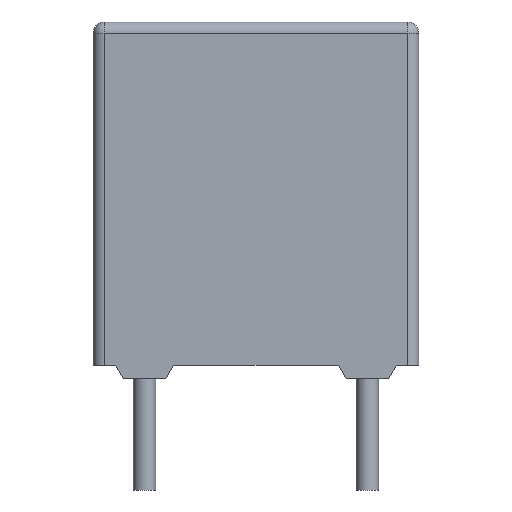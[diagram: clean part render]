
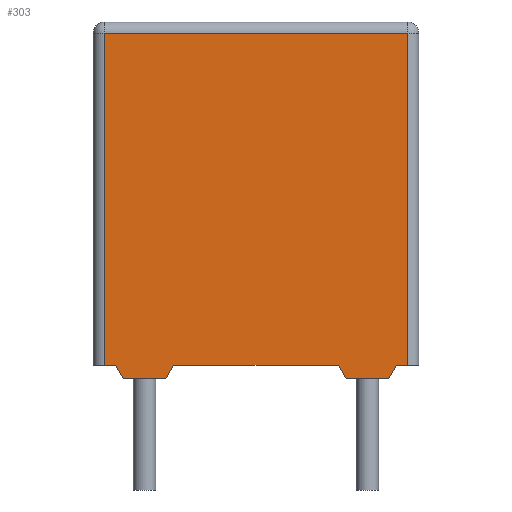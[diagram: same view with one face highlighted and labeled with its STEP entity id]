
A CAD part, front view. The second image highlights one B-rep face of the part: STEP entity #303.
In plain terms, the highlighted planar face has unit normal (0, -1, 0).
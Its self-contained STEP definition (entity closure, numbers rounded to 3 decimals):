
#303=ADVANCED_FACE('',(#748),#750,.T.);
#748=FACE_BOUND('',#749,.T.);
#749=EDGE_LOOP('',(#2142,#2143,#2144,#2145,#2146,#2147,#2148,#2149,#2150,#2151,#2152,
#2153));
#750=PLANE('',#751);
#751=AXIS2_PLACEMENT_3D('',#752,#753,#754);
#752=CARTESIAN_POINT('',(-3.65,-1.75,0.));
#753=DIRECTION('',(0.,-1.,0.));
#754=DIRECTION('',(1.,0.,0.));
#2142=ORIENTED_EDGE('',*,*,#2250,.T.);
#2143=ORIENTED_EDGE('',*,*,#2307,.T.);
#2144=ORIENTED_EDGE('',*,*,#2258,.T.);
#2145=ORIENTED_EDGE('',*,*,#2265,.T.);
#2146=ORIENTED_EDGE('',*,*,#2271,.T.);
#2147=ORIENTED_EDGE('',*,*,#2303,.T.);
#2148=ORIENTED_EDGE('',*,*,#2278,.T.);
#2149=ORIENTED_EDGE('',*,*,#2288,.T.);
#2150=ORIENTED_EDGE('',*,*,#2327,.T.);
#2151=ORIENTED_EDGE('',*,*,#2328,.F.);
#2152=ORIENTED_EDGE('',*,*,#2329,.F.);
#2153=ORIENTED_EDGE('',*,*,#2295,.T.);
#2250=EDGE_CURVE('',#2378,#2376,#2379,.F.);
#2258=EDGE_CURVE('',#2394,#2392,#2395,.F.);
#2265=EDGE_CURVE('',#2392,#2404,#2406,.F.);
#2271=EDGE_CURVE('',#2404,#2414,#2416,.F.);
#2278=EDGE_CURVE('',#2430,#2428,#2431,.F.);
#2288=EDGE_CURVE('',#2428,#2447,#2449,.F.);
#2295=EDGE_CURVE('',#2460,#2378,#2461,.F.);
#2303=EDGE_CURVE('',#2414,#2430,#2472,.T.);
#2307=EDGE_CURVE('',#2376,#2394,#2476,.T.);
#2327=EDGE_CURVE('',#2447,#2506,#2507,.T.);
#2328=EDGE_CURVE('',#2508,#2506,#2509,.T.);
#2329=EDGE_CURVE('',#2460,#2508,#2510,.T.);
#2376=VERTEX_POINT('',#2581);
#2378=VERTEX_POINT('',#2585);
#2379=LINE('',#2586,#2587);
#2392=VERTEX_POINT('',#2613);
#2394=VERTEX_POINT('',#2617);
#2395=LINE('',#2618,#2619);
#2404=VERTEX_POINT('',#2639);
#2406=LINE('',#2643,#2644);
#2414=VERTEX_POINT('',#2661);
#2416=LINE('',#2665,#2666);
#2428=VERTEX_POINT('',#2689);
#2430=VERTEX_POINT('',#2693);
#2431=LINE('',#2694,#2695);
#2447=VERTEX_POINT('',#2731);
#2449=LINE('',#2736,#2737);
#2460=VERTEX_POINT('',#2763);
#2461=LINE('',#2764,#2765);
#2472=LINE('',#2793,#2794);
#2476=LINE('',#2805,#2806);
#2506=VERTEX_POINT('',#2879);
#2507=LINE('',#2880,#2881);
#2508=VERTEX_POINT('',#2883);
#2509=LINE('',#2884,#2885);
#2510=LINE('',#2887,#2888);
#2581=CARTESIAN_POINT('',(-2.977,-1.75,0.));
#2585=CARTESIAN_POINT('',(-3.15,-1.75,0.3));
#2586=CARTESIAN_POINT('',(-2.977,-1.75,0.));
#2587=VECTOR('',#2588,1.);
#2588=DIRECTION('',(-0.5,0.,0.866));
#2613=CARTESIAN_POINT('',(-1.85,-1.75,0.3));
#2617=CARTESIAN_POINT('',(-2.023,-1.75,0.));
#2618=CARTESIAN_POINT('',(-1.85,-1.75,0.3));
#2619=VECTOR('',#2620,1.);
#2620=DIRECTION('',(-0.5,0.,-0.866));
#2639=CARTESIAN_POINT('',(1.85,-1.75,0.3));
#2643=CARTESIAN_POINT('',(1.85,-1.75,0.3));
#2644=VECTOR('',#2645,1.);
#2645=DIRECTION('',(-1.,0.,0.));
#2661=CARTESIAN_POINT('',(2.023,-1.75,0.));
#2665=CARTESIAN_POINT('',(2.023,-1.75,0.));
#2666=VECTOR('',#2667,1.);
#2667=DIRECTION('',(-0.5,0.,0.866));
#2689=CARTESIAN_POINT('',(3.15,-1.75,0.3));
#2693=CARTESIAN_POINT('',(2.977,-1.75,0.));
#2694=CARTESIAN_POINT('',(3.15,-1.75,0.3));
#2695=VECTOR('',#2696,1.);
#2696=DIRECTION('',(-0.5,0.,-0.866));
#2731=CARTESIAN_POINT('',(3.4,-1.75,0.3));
#2736=CARTESIAN_POINT('',(3.4,-1.75,0.3));
#2737=VECTOR('',#2738,1.);
#2738=DIRECTION('',(-1.,0.,0.));
#2763=CARTESIAN_POINT('',(-3.4,-1.75,0.3));
#2764=CARTESIAN_POINT('',(-3.15,-1.75,0.3));
#2765=VECTOR('',#2766,1.);
#2766=DIRECTION('',(-1.,0.,0.));
#2793=CARTESIAN_POINT('',(2.023,-1.75,0.));
#2794=VECTOR('',#2795,1.);
#2795=DIRECTION('',(1.,0.,0.));
#2805=CARTESIAN_POINT('',(-2.977,-1.75,0.));
#2806=VECTOR('',#2807,1.);
#2807=DIRECTION('',(1.,0.,0.));
#2879=CARTESIAN_POINT('',(3.4,-1.75,7.75));
#2880=CARTESIAN_POINT('',(3.4,-1.75,0.3));
#2881=VECTOR('',#2882,1.);
#2882=DIRECTION('',(0.,0.,1.));
#2883=CARTESIAN_POINT('',(-3.4,-1.75,7.75));
#2884=CARTESIAN_POINT('',(-3.4,-1.75,7.75));
#2885=VECTOR('',#2886,1.);
#2886=DIRECTION('',(1.,0.,0.));
#2887=CARTESIAN_POINT('',(-3.4,-1.75,0.3));
#2888=VECTOR('',#2889,1.);
#2889=DIRECTION('',(0.,0.,1.));
